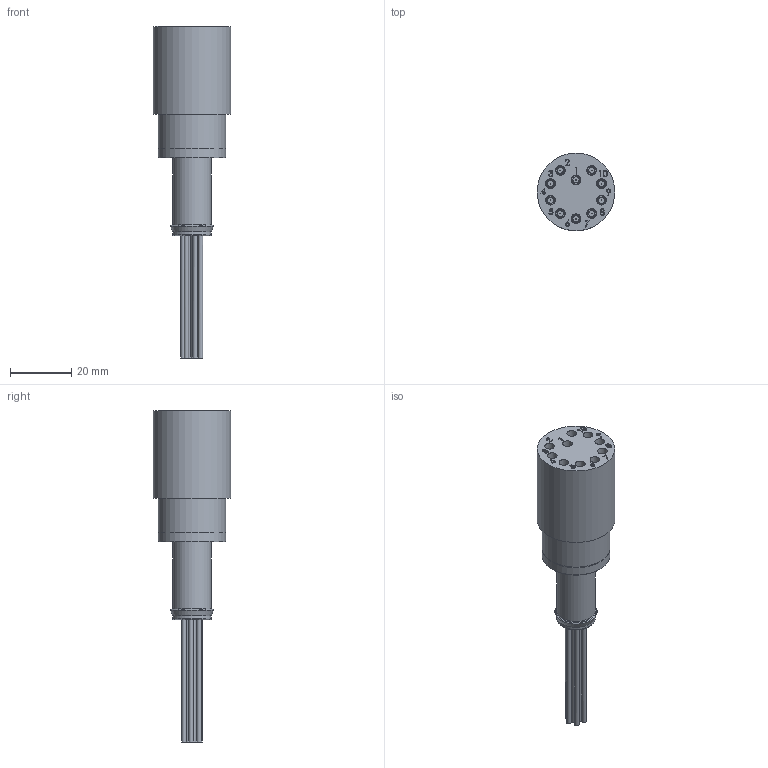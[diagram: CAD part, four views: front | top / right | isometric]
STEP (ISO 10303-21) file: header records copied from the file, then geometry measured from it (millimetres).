
FILE_DESCRIPTION(/* description */ (''),/* implementation_level */ '2;1');
FILE_NAME(/* name */ 'MCPBOF10F.stp',/* time_stamp */ '2022-03-04T11:38:45+01:00',/* author */ ('sh'),/* organization */ (''),/* preprocessor_version */ 'ST-DEVELOPER v17.2',/* originating_system */ 'Autodesk Inventor 2019',/* authorisation */ '');
FILE_SCHEMA (('AUTOMOTIVE_DESIGN { 1 0 10303 214 3 1 1 }'));
Length unit declared in the file: millimetre
Products named in the file (1): 01008760
Bounding box: 25.4 x 25.4 x 108.45 mm (x, y, z)
Volume: 22945.5 mm3; surface area: 8798.1 mm2
Topology: 1 solids, 11 shells, 608 faces, 1769 edges, 1224 vertices
Faces by surface type: plane 275, torus 115, cylinder 95, bspline 72, cone 51
Full cylindrical faces by diameter (mm): 1.473 x10, 2.037 x10, 2.057 x10, 2.743 x10, 3.175 x50, 12.7 x2, 22.149 x2, 25.4 x1
Entity records: 25699 total; most frequent: CARTESIAN_POINT 8490, ORIENTED_EDGE 3538, DIRECTION 3510, EDGE_CURVE 1769, AXIS2_PLACEMENT_3D 1428, VERTEX_POINT 1224, CIRCLE 811, EDGE_LOOP 669
